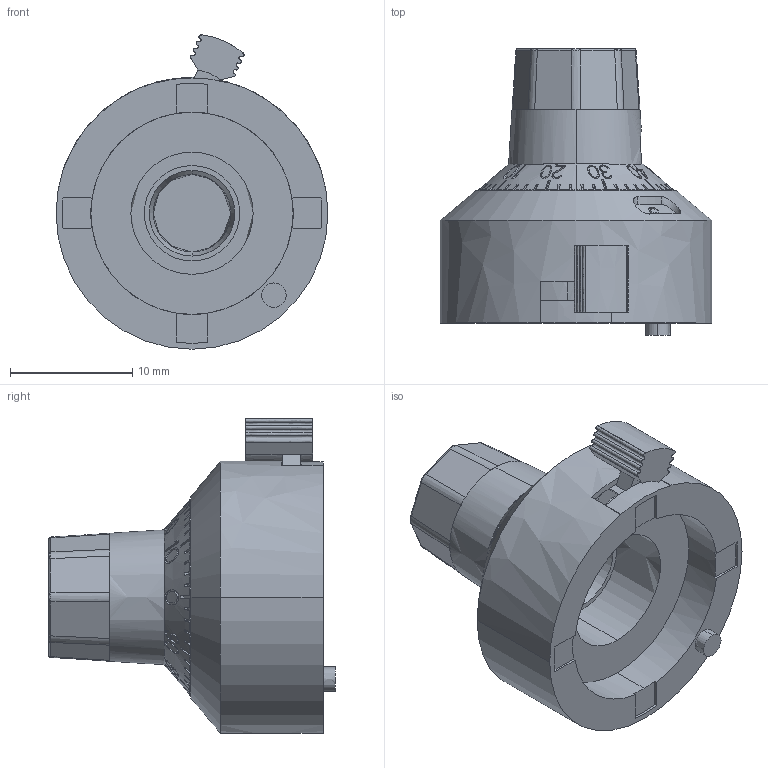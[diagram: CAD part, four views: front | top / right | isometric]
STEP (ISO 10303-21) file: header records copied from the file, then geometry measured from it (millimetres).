
FILE_DESCRIPTION((''),'2;1');
FILE_NAME('H-22-6A','2009-08-24T',('RICKB'),('Bourns, Inc.'),'PRO/ENGINEER BY PARAMETRIC TECHNOLOGY CORPORATION, 2001200','PRO/ENGINEER BY PARAMETRIC TECHNOLOGY CORPORATION, 2001200','');
FILE_SCHEMA(('AUTOMOTIVE_DESIGN_CC2 { 1 2 10303 214 -1 1 5 2 }'));
Products named in the file (1): H-22-6A
Bounding box: 22.25 x 23.46 x 25.73 mm (x, y, z)
Volume: 3193.3 mm3; surface area: 5067.6 mm2
Topology: 1 solids, 1 shells, 2286 faces, 6510 edges, 4286 vertices
Faces by surface type: bspline 2286
Entity records: 108069 total; most frequent: CARTESIAN_POINT 40286, ORIENTED_EDGE 13020, PRESENTATION_STYLE_ASSIGNMENT 6675, STYLED_ITEM 6511, CURVE_STYLE 6510, EDGE_CURVE 6510, VERTEX_POINT 4286, DIRECTION 3837
